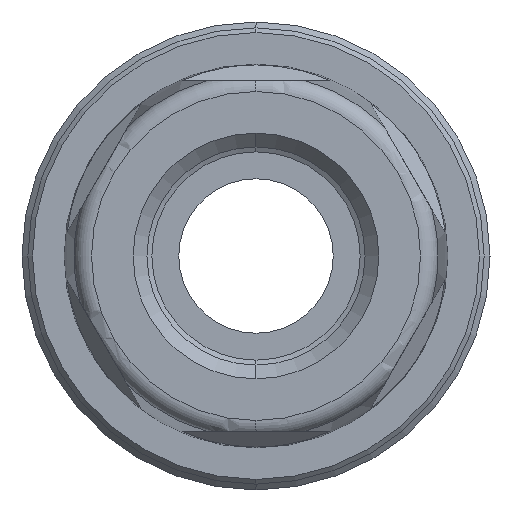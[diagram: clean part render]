
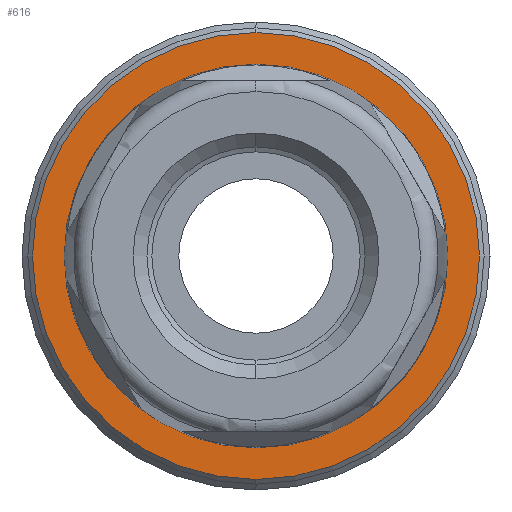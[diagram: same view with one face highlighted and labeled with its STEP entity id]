
A CAD part, left-side view. The second image highlights one B-rep face of the part: STEP entity #616.
In plain terms, the highlighted planar face has unit normal (-1, 0, 0).
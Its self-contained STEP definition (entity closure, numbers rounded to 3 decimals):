
#5 = CIRCLE ( 'NONE', #2720, 16.4 ) ;
#6 = CIRCLE ( 'NONE', #2721, 19.1 ) ;
#115 = CARTESIAN_POINT ( 'NONE',  ( 28., 0., 0. ) ) ;
#116 = DIRECTION ( 'NONE',  ( -1., 0., 0. ) ) ;
#117 = DIRECTION ( 'NONE',  ( 0., 0., 1. ) ) ;
#127 = CARTESIAN_POINT ( 'NONE',  ( 28., 0., 0. ) ) ;
#128 = DIRECTION ( 'NONE',  ( -1., 0., 0. ) ) ;
#129 = DIRECTION ( 'NONE',  ( 0., 0., 1. ) ) ;
#388 = VERTEX_POINT ( 'NONE', #535 ) ;
#435 = VERTEX_POINT ( 'NONE', #934 ) ;
#457 = VERTEX_POINT ( 'NONE', #954 ) ;
#487 = VERTEX_POINT ( 'NONE', #1015 ) ;
#535 = CARTESIAN_POINT ( 'NONE',  ( 28., 0., 16.4 ) ) ;
#616 = ADVANCED_FACE ( 'NONE', ( #722, #721 ), #2524, .T. ) ;
#721 = FACE_BOUND ( 'NONE', #1449, .T. ) ;
#722 = FACE_OUTER_BOUND ( 'NONE', #1448, .T. ) ;
#857 = DIRECTION ( 'NONE',  ( 0., 0., 1. ) ) ;
#934 = CARTESIAN_POINT ( 'NONE',  ( 28., 0., -19.1 ) ) ;
#954 = CARTESIAN_POINT ( 'NONE',  ( 28., 0., 19.1 ) ) ;
#1015 = CARTESIAN_POINT ( 'NONE',  ( 28., 0., -16.4 ) ) ;
#1368 = ORIENTED_EDGE ( 'NONE', *, *, #2098, .F. ) ;
#1369 = ORIENTED_EDGE ( 'NONE', *, *, #2822, .F. ) ;
#1370 = ORIENTED_EDGE ( 'NONE', *, *, #2848, .T. ) ;
#1371 = ORIENTED_EDGE ( 'NONE', *, *, #2097, .T. ) ;
#1448 = EDGE_LOOP ( 'NONE', ( #1371, #1370 ) ) ;
#1449 = EDGE_LOOP ( 'NONE', ( #1369, #1368 ) ) ;
#1759 = DIRECTION ( 'NONE',  ( -1., 0., 0. ) ) ;
#1760 = CARTESIAN_POINT ( 'NONE',  ( 28., 0., 0. ) ) ;
#2097 = EDGE_CURVE ( 'NONE', #435, #457, #6, .T. ) ;
#2098 = EDGE_CURVE ( 'NONE', #487, #388, #5, .T. ) ;
#2372 = CARTESIAN_POINT ( 'NONE',  ( 28., 0., 0. ) ) ;
#2373 = DIRECTION ( 'NONE',  ( -1., 0., 0. ) ) ;
#2374 = DIRECTION ( 'NONE',  ( 0., 0., 1. ) ) ;
#2523 = CARTESIAN_POINT ( 'NONE',  ( 28., -37.639, 0. ) ) ;
#2524 = PLANE ( 'NONE',  #2813 ) ;
#2525 = DIRECTION ( 'NONE',  ( 0., 0., 1. ) ) ;
#2526 = DIRECTION ( 'NONE',  ( -1., 0., 0. ) ) ;
#2700 = AXIS2_PLACEMENT_3D ( 'NONE', #127, #128, #129 ) ;
#2702 = AXIS2_PLACEMENT_3D ( 'NONE', #115, #116, #117 ) ;
#2720 = AXIS2_PLACEMENT_3D ( 'NONE', #2372, #2373, #2374 ) ;
#2721 = AXIS2_PLACEMENT_3D ( 'NONE', #1760, #1759, #857 ) ;
#2813 = AXIS2_PLACEMENT_3D ( 'NONE', #2523, #2526, #2525 ) ;
#2822 = EDGE_CURVE ( 'NONE', #388, #487, #3024, .T. ) ;
#2848 = EDGE_CURVE ( 'NONE', #457, #435, #3061, .T. ) ;
#3024 = CIRCLE ( 'NONE', #2702, 16.4 ) ;
#3061 = CIRCLE ( 'NONE', #2700, 19.1 ) ;
